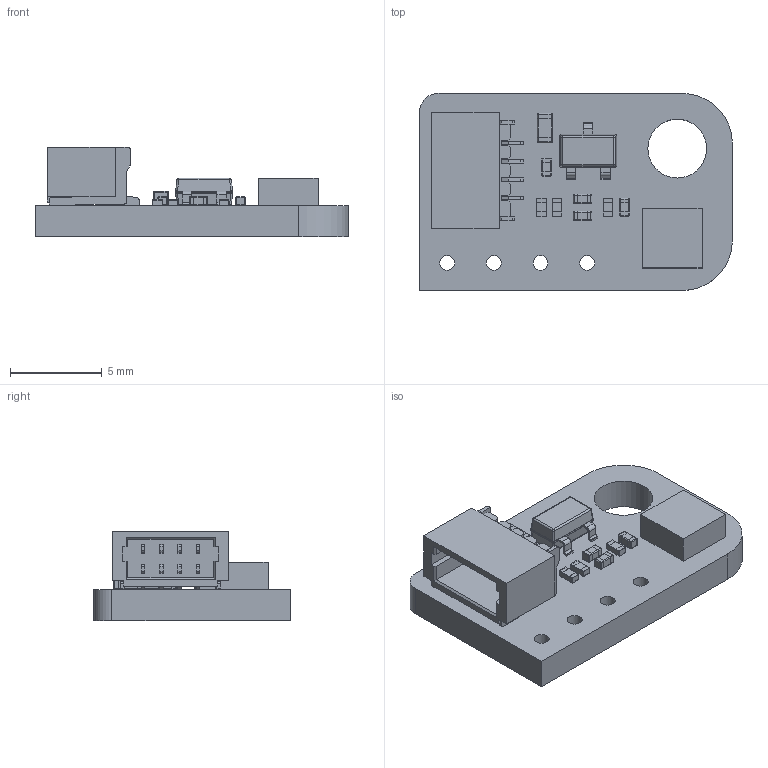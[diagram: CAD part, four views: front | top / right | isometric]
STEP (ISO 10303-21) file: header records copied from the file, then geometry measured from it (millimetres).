
FILE_DESCRIPTION(('Open CASCADE Model'),'2;1');
FILE_NAME('Open CASCADE Shape Model','2024-04-20T14:29:00',('Author'),( 'Open CASCADE'),'Open CASCADE STEP processor 7.5','Open CASCADE 7.5' ,'Unknown');
FILE_SCHEMA(('AUTOMOTIVE_DESIGN { 1 0 10303 214 1 1 1 1 }'));
Length unit declared in the file: millimetre
Products named in the file (59): PCB; Board; Open CASCADE STEP translator 7.5 1.1.1; U2; 7470812576; Extruded; U1; 9217983392; Body; Open CASCADE STEP translator 6.8 17.1.1; Leader; R3; 9217977472; Mid_Body; Terminal; Open CASCADE STEP translator 6.8 20.2.1; Mark; R2; 6290878464; R1; J1; CONN-SMD_4P-P1.00_XUNPU_WAFER-100W-10P; 3D_PCB1_2023-03-06(2)^3D_PCB1_2023-03-06; CN1^3D_PCB1_2023-03-06(2)_3D_PCB1_2023-03-06; CONN-SMD_4P-P1.00_XUNPU_WAFER-100W-4P^CN1_3D_PCB1_2023-03-06(2)_3D_
PCB1_2023-03-06; COMPOUND^CONN-SMD_4P-P1.00_XUNPU_WAFER-100W-4P_CN1_3D_PCB1_
2023-03-06(2)_3D_PCB1_2023-03-06; C5; 6290876944; Open CASCADE STEP translator 6.8 54.1.1; Open CASCADE STEP translator 6.8 54.1.2; Open CASCADE STEP translator 6.8 54.2.1; C4; 9217979552; Open CASCADE STEP translator 6.8 47.1.1; Open CASCADE STEP translator 6.8 47.1.2; Open CASCADE STEP translator 6.8 47.2.1; C3; 6290875744; C2; 6454014192 ...
Assembly tree (64 placements, depth 7):
  PCB
    Board
      Open CASCADE STEP translator 7.5 1.1.1
    U2
      7470812576
        Extruded
    U1
      9217983392
        Body
          Open CASCADE STEP translator 6.8 17.1.1
        Leader  x3
    R3
      9217977472
        Mid_Body
        Terminal  x2
          Open CASCADE STEP translator 6.8 20.2.1
        Mark
    R2
      6290878464
        Mid_Body
        Terminal  x2
          Open CASCADE STEP translator 6.8 20.2.1
        Mark
    R1
      6290878464
        Mid_Body
        Terminal  x2
          Open CASCADE STEP translator 6.8 20.2.1
        Mark
    J1
      CONN-SMD_4P-P1.00_XUNPU_WAFER-100W-10P
        3D_PCB1_2023-03-06(2)^3D_PCB1_2023-03-06
          CN1^3D_PCB1_2023-03-06(2)_3D_PCB1_2023-03-06
            CONN-SMD_4P-P1.00_XUNPU_WAFER-100W-4P^CN1_3D_PCB1_2023-03-06(2)_3D_
PCB1_2023-03-06
              COMPOUND^CONN-SMD_4P-P1.00_XUNPU_WAFER-100W-4P_CN1_3D_PCB1_
2023-03-06(2)_3D_PCB1_2023-03-06
    C5
      6290876944
        Terminal
          Open CASCADE STEP translator 6.8 54.1.1
          Open CASCADE STEP translator 6.8 54.1.2
        Mid_Body
          Open CASCADE STEP translator 6.8 54.2.1
    C4
      9217979552
        Terminal
          Open CASCADE STEP translator 6.8 47.1.1
          Open CASCADE STEP translator 6.8 47.1.2
        Mid_Body
          Open CASCADE STEP translator 6.8 47.2.1
    C3
      6290875744
        Terminal
          Open CASCADE STEP translator 6.8 54.1.1
          Open CASCADE STEP translator 6.8 54.1.2
        Mid_Body
          Open CASCADE STEP translator 6.8 54.2.1
    C2
      6454014192
        Terminal
          Open CASCADE STEP translator 6.8 54.1.1
Bounding box: 17.02 x 10.72 x 4.89 mm (x, y, z)
Volume: 360 mm3; surface area: 770.4 mm2
Topology: 36 solids, 36 shells, 715 faces, 1693 edges, 1018 vertices
Faces by surface type: plane 465, cylinder 180, sphere 48, bspline 22
Full cylindrical faces by diameter (mm): 0.812 x4, 3.2 x1
Entity records: 18689 total; most frequent: CARTESIAN_POINT 3975, DIRECTION 2742, ORIENTED_EDGE 2682, EDGE_CURVE 1341, LINE 966, VECTOR 966, AXIS2_PLACEMENT_3D 888, VERTEX_POINT 834
